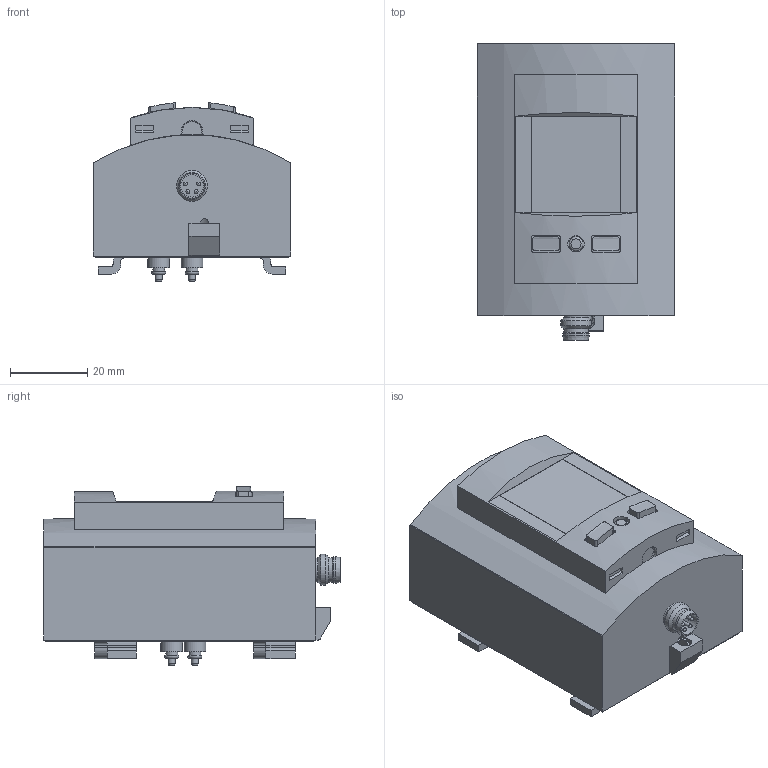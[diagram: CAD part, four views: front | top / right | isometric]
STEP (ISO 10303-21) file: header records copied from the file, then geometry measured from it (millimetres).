
FILE_DESCRIPTION(/* description */ ('STEP AP214'),/* implementation_level */ '2;1');
FILE_NAME(/* name */ '8035303_SPAU-P10R-MS6-F-L-PNLK-PNVBA-M8D',/* time_stamp */ '2024-09-15T11:36:38+02:00',/* author */ ('License CC BY-ND 4.0'),/* organization */ ('CADENAS'),/* preprocessor_version */ 'ST-DEVELOPER v19.3',/* originating_system */ 'PARTsolutions',/* authorisation */ ' ');
FILE_SCHEMA (('AUTOMOTIVE_DESIGN {1 0 10303 214 3 1 1}'));
Length unit declared in the file: millimetre
Products named in the file (2): 8035303 SPAU-P10R-MS6-F-L-PNLK-PNVBA-M8D; 8001200 SPAU-B2MS6FM-LLKAM8DFM8-p
Assembly tree (1 placements, depth 2):
  8035303 SPAU-P10R-MS6-F-L-PNLK-PNVBA-M8D
    8001200 SPAU-B2MS6FM-LLKAM8DFM8-p
Bounding box: 51 x 76.5 x 46.05 mm (x, y, z)
Volume: 113992.7 mm3; surface area: 18307.1 mm2
Topology: 1 solids, 3 shells, 271 faces, 677 edges, 446 vertices
Faces by surface type: plane 166, cylinder 86, cone 8, torus 7, sphere 4
Full cylindrical faces by diameter (mm): 0.75 x2, 1 x4, 1.85 x4, 2.4 x1, 3.4 x1, 3.6 x1, 4.2 x1, 5.3 x1, 5.4 x1, 5.6 x2, 5.8 x1, 6.4 x2, 6.9 x1, 8 x1
Entity records: 9682 total; most frequent: CARTESIAN_POINT 1380, DIRECTION 1329, ORIENTED_EDGE 1238, EDGE_CURVE 619, AXIS2_PLACEMENT_3D 454, VERTEX_POINT 430, LINE 421, VECTOR 421
